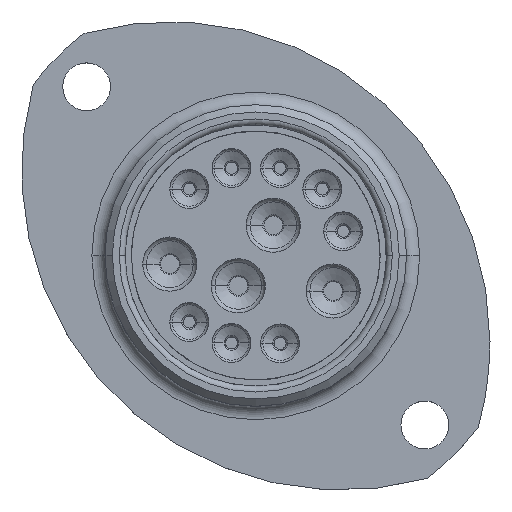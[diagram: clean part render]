
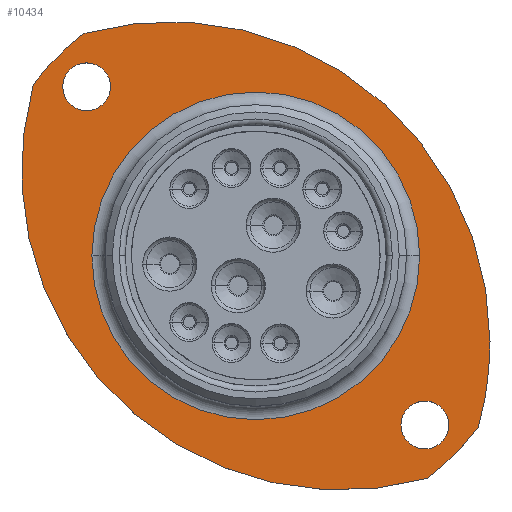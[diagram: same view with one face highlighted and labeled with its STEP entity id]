
A CAD part, top view. The second image highlights one B-rep face of the part: STEP entity #10434.
In plain terms, the highlighted planar face has unit normal (0, 0, 1).
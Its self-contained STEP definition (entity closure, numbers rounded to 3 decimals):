
#268 = VERTEX_POINT ( 'NONE', #21522 ) ;
#1086 = CARTESIAN_POINT ( 'NONE',  ( -26.817, -1.411, 16.523 ) ) ;
#1105 = DIRECTION ( 'NONE',  ( -1., 0., 0. ) ) ;
#1242 = DIRECTION ( 'NONE',  ( 1., 0., 0. ) ) ;
#1445 = CARTESIAN_POINT ( 'NONE',  ( -45.766, 4.246, 16.523 ) ) ;
#1712 = CARTESIAN_POINT ( 'NONE',  ( -39.932, 29.18, 16.523 ) ) ;
#1764 = AXIS2_PLACEMENT_3D ( 'NONE', #27317, #14228, #1105 ) ;
#1994 = EDGE_LOOP ( 'NONE', ( #14033, #13165 ) ) ;
#2111 = CIRCLE ( 'NONE', #12845, 1.625 ) ;
#2131 = AXIS2_PLACEMENT_3D ( 'NONE', #12428, #27723, #14633 ) ;
#2142 = CIRCLE ( 'NONE', #2131, 11.135 ) ;
#2191 = ORIENTED_EDGE ( 'NONE', *, *, #14247, .F. ) ;
#2238 = CARTESIAN_POINT ( 'NONE',  ( -30.067, -1.411, 16.523 ) ) ;
#3190 = CARTESIAN_POINT ( 'NONE',  ( -28.259, -5.038, 16.523 ) ) ;
#3665 = DIRECTION ( 'NONE',  ( 1., 0., 0. ) ) ;
#3724 = CIRCLE ( 'NONE', #13322, 1.625 ) ;
#3908 = DIRECTION ( 'NONE',  ( -1., 0., 0. ) ) ;
#4662 = DIRECTION ( 'NONE',  ( 0., 0., -1. ) ) ;
#5755 = FACE_OUTER_BOUND ( 'NONE', #12567, .T. ) ;
#6095 = ORIENTED_EDGE ( 'NONE', *, *, #12329, .F. ) ;
#7045 = CARTESIAN_POINT ( 'NONE',  ( -49.797, 21.57, 16.523 ) ) ;
#7502 = ORIENTED_EDGE ( 'NONE', *, *, #12005, .F. ) ;
#7892 = EDGE_CURVE ( 'NONE', #20241, #24212, #11370, .T. ) ;
#8314 = AXIS2_PLACEMENT_3D ( 'NONE', #17769, #4662, #19955 ) ;
#8758 = VERTEX_POINT ( 'NONE', #7045 ) ;
#8828 = CARTESIAN_POINT ( 'NONE',  ( -51.422, 21.57, 16.523 ) ) ;
#8874 = VERTEX_POINT ( 'NONE', #11926 ) ;
#9143 = ORIENTED_EDGE ( 'NONE', *, *, #14506, .T. ) ;
#9154 = DIRECTION ( 'NONE',  ( 0., 0., -1. ) ) ;
#9998 = CARTESIAN_POINT ( 'NONE',  ( -45.766, 4.246, 16.523 ) ) ;
#10434 = ADVANCED_FACE ( 'NONE', ( #23187, #28317, #17373, #5755 ), #19110, .F. ) ;
#10537 = ORIENTED_EDGE ( 'NONE', *, *, #7892, .T. ) ;
#11011 = DIRECTION ( 'NONE',  ( 1., 0., 0. ) ) ;
#11189 = ORIENTED_EDGE ( 'NONE', *, *, #26692, .F. ) ;
#11350 = CARTESIAN_POINT ( 'NONE',  ( -51.422, 21.57, 16.523 ) ) ;
#11370 = CIRCLE ( 'NONE', #16873, 21.75 ) ;
#11832 = CIRCLE ( 'NONE', #12075, 1.625 ) ;
#11926 = CARTESIAN_POINT ( 'NONE',  ( -55.05, 21.753, 16.523 ) ) ;
#12005 = EDGE_CURVE ( 'NONE', #27444, #23031, #2111, .T. ) ;
#12075 = AXIS2_PLACEMENT_3D ( 'NONE', #27439, #14361, #1242 ) ;
#12129 = CARTESIAN_POINT ( 'NONE',  ( -34.098, 15.914, 16.523 ) ) ;
#12144 = DIRECTION ( 'NONE',  ( 0., 0., 1. ) ) ;
#12213 = DIRECTION ( 'NONE',  ( 1., 0., 0. ) ) ;
#12329 = EDGE_CURVE ( 'NONE', #8874, #25088, #19505, .T. ) ;
#12428 = CARTESIAN_POINT ( 'NONE',  ( -39.932, 10.08, 16.523 ) ) ;
#12567 = EDGE_LOOP ( 'NONE', ( #10537, #9143, #6095, #22345, #20757 ) ) ;
#12845 = AXIS2_PLACEMENT_3D ( 'NONE', #25235, #12144, #27418 ) ;
#12932 = VERTEX_POINT ( 'NONE', #3190 ) ;
#12963 = EDGE_LOOP ( 'NONE', ( #2191, #11189 ) ) ;
#13165 = ORIENTED_EDGE ( 'NONE', *, *, #26959, .T. ) ;
#13322 = AXIS2_PLACEMENT_3D ( 'NONE', #11350, #26635, #13507 ) ;
#13507 = DIRECTION ( 'NONE',  ( 1., 0., 0. ) ) ;
#14033 = ORIENTED_EDGE ( 'NONE', *, *, #18023, .T. ) ;
#14228 = DIRECTION ( 'NONE',  ( 0., 0., -1. ) ) ;
#14247 = EDGE_CURVE ( 'NONE', #8758, #268, #3724, .T. ) ;
#14331 = DIRECTION ( 'NONE',  ( 1., 0., 0. ) ) ;
#14361 = DIRECTION ( 'NONE',  ( 0., 0., 1. ) ) ;
#14506 = EDGE_CURVE ( 'NONE', #24212, #25088, #27972, .T. ) ;
#14633 = DIRECTION ( 'NONE',  ( -1., 0., 0. ) ) ;
#14938 = VERTEX_POINT ( 'NONE', #24958 ) ;
#15845 = VERTEX_POINT ( 'NONE', #18952 ) ;
#16183 = CIRCLE ( 'NONE', #26863, 1.625 ) ;
#16743 = DIRECTION ( 'NONE',  ( 0., 0., 1. ) ) ;
#16873 = AXIS2_PLACEMENT_3D ( 'NONE', #9998, #25291, #12213 ) ;
#17009 = DIRECTION ( 'NONE',  ( 0., 0., -1. ) ) ;
#17016 = AXIS2_PLACEMENT_3D ( 'NONE', #1712, #17009, #3908 ) ;
#17225 = ORIENTED_EDGE ( 'NONE', *, *, #28044, .F. ) ;
#17373 = FACE_BOUND ( 'NONE', #18899, .T. ) ;
#17769 = CARTESIAN_POINT ( 'NONE',  ( -39.932, 10.08, 16.523 ) ) ;
#18023 = EDGE_CURVE ( 'NONE', #14938, #15845, #2142, .T. ) ;
#18146 = CARTESIAN_POINT ( 'NONE',  ( -24.814, -1.593, 16.523 ) ) ;
#18899 = EDGE_LOOP ( 'NONE', ( #7502, #17225 ) ) ;
#18952 = CARTESIAN_POINT ( 'NONE',  ( -28.797, 10.08, 16.523 ) ) ;
#19007 = EDGE_CURVE ( 'NONE', #20241, #12932, #26675, .T. ) ;
#19110 = PLANE ( 'NONE',  #17016 ) ;
#19505 = CIRCLE ( 'NONE', #8314, 19.1 ) ;
#19955 = DIRECTION ( 'NONE',  ( -1., 0., 0. ) ) ;
#20241 = VERTEX_POINT ( 'NONE', #18146 ) ;
#20757 = ORIENTED_EDGE ( 'NONE', *, *, #19007, .F. ) ;
#21019 = AXIS2_PLACEMENT_3D ( 'NONE', #1445, #16743, #3665 ) ;
#21522 = CARTESIAN_POINT ( 'NONE',  ( -53.047, 21.57, 16.523 ) ) ;
#21778 = AXIS2_PLACEMENT_3D ( 'NONE', #22226, #9154, #24424 ) ;
#22226 = CARTESIAN_POINT ( 'NONE',  ( -39.932, 10.08, 16.523 ) ) ;
#22332 = AXIS2_PLACEMENT_3D ( 'NONE', #12129, #27401, #14331 ) ;
#22345 = ORIENTED_EDGE ( 'NONE', *, *, #23716, .T. ) ;
#22621 = CIRCLE ( 'NONE', #22332, 21.75 ) ;
#22789 = CARTESIAN_POINT ( 'NONE',  ( -24.016, 4.246, 16.523 ) ) ;
#23031 = VERTEX_POINT ( 'NONE', #2238 ) ;
#23187 = FACE_BOUND ( 'NONE', #1994, .T. ) ;
#23716 = EDGE_CURVE ( 'NONE', #8874, #12932, #22621, .T. ) ;
#24093 = DIRECTION ( 'NONE',  ( 0., 0., 1. ) ) ;
#24212 = VERTEX_POINT ( 'NONE', #22789 ) ;
#24406 = CIRCLE ( 'NONE', #1764, 11.135 ) ;
#24424 = DIRECTION ( 'NONE',  ( -1., 0., 0. ) ) ;
#24958 = CARTESIAN_POINT ( 'NONE',  ( -51.067, 10.08, 16.523 ) ) ;
#25088 = VERTEX_POINT ( 'NONE', #26200 ) ;
#25235 = CARTESIAN_POINT ( 'NONE',  ( -28.442, -1.411, 16.523 ) ) ;
#25291 = DIRECTION ( 'NONE',  ( 0., 0., 1. ) ) ;
#26200 = CARTESIAN_POINT ( 'NONE',  ( -51.605, 25.198, 16.523 ) ) ;
#26635 = DIRECTION ( 'NONE',  ( 0., 0., 1. ) ) ;
#26675 = CIRCLE ( 'NONE', #21778, 19.1 ) ;
#26692 = EDGE_CURVE ( 'NONE', #268, #8758, #16183, .T. ) ;
#26863 = AXIS2_PLACEMENT_3D ( 'NONE', #8828, #24093, #11011 ) ;
#26959 = EDGE_CURVE ( 'NONE', #15845, #14938, #24406, .T. ) ;
#27317 = CARTESIAN_POINT ( 'NONE',  ( -39.932, 10.08, 16.523 ) ) ;
#27401 = DIRECTION ( 'NONE',  ( 0., 0., 1. ) ) ;
#27418 = DIRECTION ( 'NONE',  ( 1., 0., 0. ) ) ;
#27439 = CARTESIAN_POINT ( 'NONE',  ( -28.442, -1.411, 16.523 ) ) ;
#27444 = VERTEX_POINT ( 'NONE', #1086 ) ;
#27723 = DIRECTION ( 'NONE',  ( 0., 0., -1. ) ) ;
#27972 = CIRCLE ( 'NONE', #21019, 21.75 ) ;
#28044 = EDGE_CURVE ( 'NONE', #23031, #27444, #11832, .T. ) ;
#28317 = FACE_BOUND ( 'NONE', #12963, .T. ) ;
